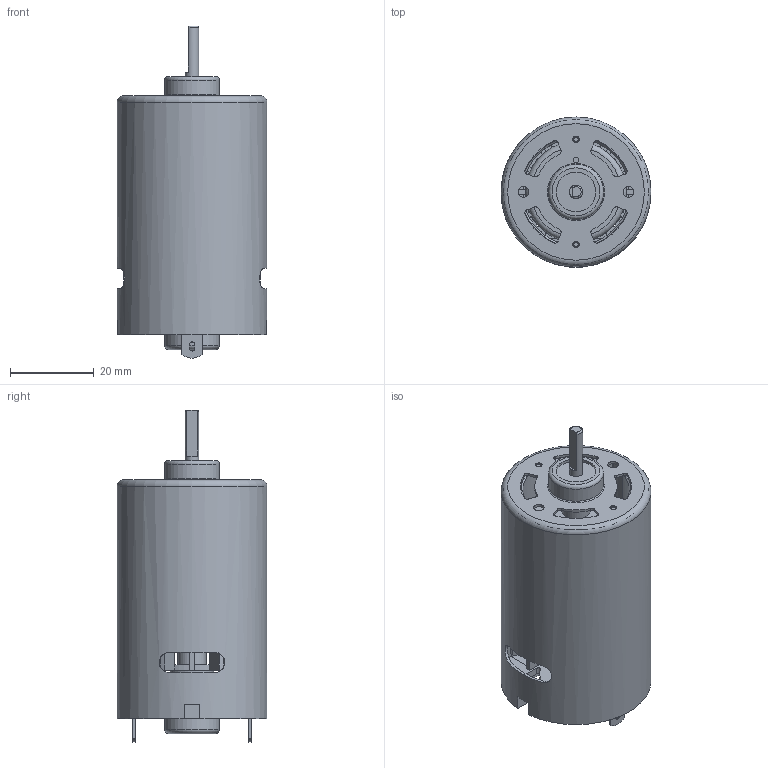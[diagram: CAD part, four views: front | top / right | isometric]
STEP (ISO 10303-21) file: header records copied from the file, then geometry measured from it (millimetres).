
FILE_DESCRIPTION(/* description */ (''),/* implementation_level */ '2;1');
FILE_NAME(/* name */ 'MOTOR 550.stp',/* time_stamp */ '2024-09-03T02:18:37-06:00',/* author */ ('kenda'),/* organization */ (''),/* preprocessor_version */ 'ST-DEVELOPER v19',/* originating_system */ 'Autodesk Inventor 2023',/* authorisation */ '');
FILE_SCHEMA (('AUTOMOTIVE_DESIGN { 1 0 10303 214 3 1 1 }'));
Length unit declared in the file: inch
Products named in the file (1): MOTOR 550
Bounding box: 35.71 x 35.71 x 79.1 mm (x, y, z)
Volume: 34187.9 mm3; surface area: 28325.2 mm2
Topology: 1 solids, 1 shells, 318 faces, 854 edges, 553 vertices
Faces by surface type: plane 155, cylinder 136, torus 19, cone 4, bspline 2, sphere 2
Full cylindrical faces by diameter (mm): 1.345 x1, 2.362 x2, 2.54 x2, 3.175 x2, 6.723 x2, 8.845 x1, 9.474 x1, 9.931 x1, 10.288 x1, 12.954 x1, 13.081 x1, 24.025 x1, 34.442 x1, 35.712 x1
Entity records: 10633 total; most frequent: CARTESIAN_POINT 2098, DIRECTION 1800, ORIENTED_EDGE 1704, EDGE_CURVE 852, AXIS2_PLACEMENT_3D 665, VERTEX_POINT 553, LINE 470, VECTOR 470
